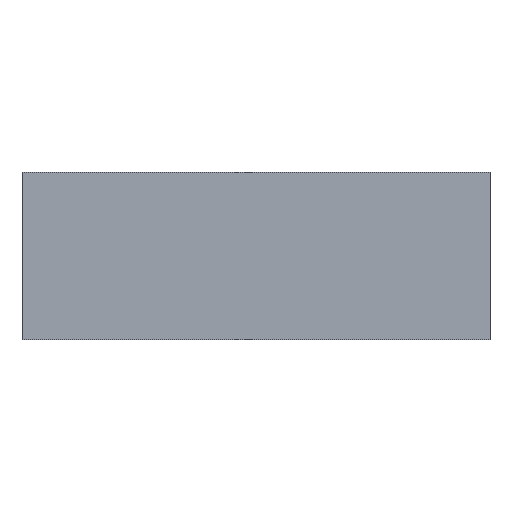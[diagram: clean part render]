
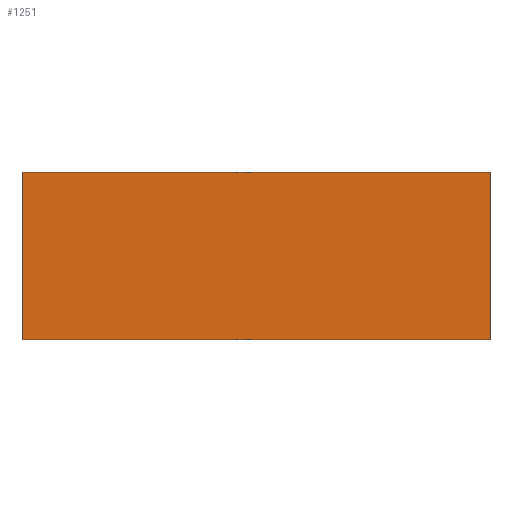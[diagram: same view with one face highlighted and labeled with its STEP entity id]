
A CAD part, front view. The second image highlights one B-rep face of the part: STEP entity #1251.
In plain terms, the highlighted planar face has unit normal (0, -1, 0).
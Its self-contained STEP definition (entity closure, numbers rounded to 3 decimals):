
#13 = VERTEX_POINT ( 'NONE', #52 ) ;
#37 = CARTESIAN_POINT ( 'NONE',  ( 28.575, 0., 10.25 ) ) ;
#45 = EDGE_LOOP ( 'NONE', ( #1261, #870, #797, #269 ) ) ;
#52 = CARTESIAN_POINT ( 'NONE',  ( -28.575, 0., 10.25 ) ) ;
#90 = CARTESIAN_POINT ( 'NONE',  ( 0., 0., 0. ) ) ;
#98 = EDGE_CURVE ( 'NONE', #13, #985, #556, .T. ) ;
#111 = EDGE_CURVE ( 'NONE', #710, #13, #1042, .T. ) ;
#118 = DIRECTION ( 'NONE',  ( 0., 1., 0. ) ) ;
#132 = VECTOR ( 'NONE', #139, 1000. ) ;
#139 = DIRECTION ( 'NONE',  ( 0., 0., -1. ) ) ;
#263 = CARTESIAN_POINT ( 'NONE',  ( -28.575, 0., -10.25 ) ) ;
#269 = ORIENTED_EDGE ( 'NONE', *, *, #706, .F. ) ;
#294 = DIRECTION ( 'NONE',  ( -1., 0., 0. ) ) ;
#321 = VECTOR ( 'NONE', #294, 1000. ) ;
#324 = VECTOR ( 'NONE', #1056, 1000. ) ;
#556 = LINE ( 'NONE', #1050, #324 ) ;
#574 = LINE ( 'NONE', #757, #321 ) ;
#599 = VECTOR ( 'NONE', #930, 1000. ) ;
#656 = PLANE ( 'NONE',  #1014 ) ;
#706 = EDGE_CURVE ( 'NONE', #1000, #710, #574, .T. ) ;
#710 = VERTEX_POINT ( 'NONE', #980 ) ;
#757 = CARTESIAN_POINT ( 'NONE',  ( -28.575, 0., -10.25 ) ) ;
#797 = ORIENTED_EDGE ( 'NONE', *, *, #111, .F. ) ;
#870 = ORIENTED_EDGE ( 'NONE', *, *, #98, .F. ) ;
#889 = DIRECTION ( 'NONE',  ( 0., 0., 1. ) ) ;
#896 = CARTESIAN_POINT ( 'NONE',  ( 28.575, 0., -10.25 ) ) ;
#930 = DIRECTION ( 'NONE',  ( 0., 0., 1. ) ) ;
#980 = CARTESIAN_POINT ( 'NONE',  ( -28.575, 0., -10.25 ) ) ;
#985 = VERTEX_POINT ( 'NONE', #37 ) ;
#1000 = VERTEX_POINT ( 'NONE', #896 ) ;
#1014 = AXIS2_PLACEMENT_3D ( 'NONE', #90, #118, #889 ) ;
#1042 = LINE ( 'NONE', #263, #599 ) ;
#1050 = CARTESIAN_POINT ( 'NONE',  ( -28.575, 0., 10.25 ) ) ;
#1056 = DIRECTION ( 'NONE',  ( 1., 0., 0. ) ) ;
#1199 = FACE_OUTER_BOUND ( 'NONE', #45, .T. ) ;
#1203 = EDGE_CURVE ( 'NONE', #985, #1000, #1230, .T. ) ;
#1230 = LINE ( 'NONE', #1247, #132 ) ;
#1247 = CARTESIAN_POINT ( 'NONE',  ( 28.575, 0., -10.25 ) ) ;
#1251 = ADVANCED_FACE ( 'NONE', ( #1199 ), #656, .F. ) ;
#1261 = ORIENTED_EDGE ( 'NONE', *, *, #1203, .F. ) ;
